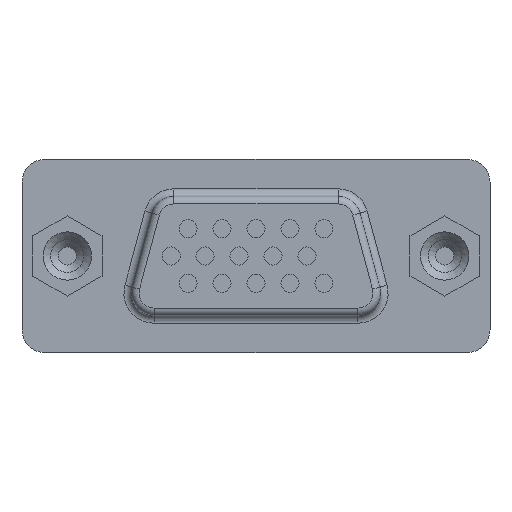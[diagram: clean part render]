
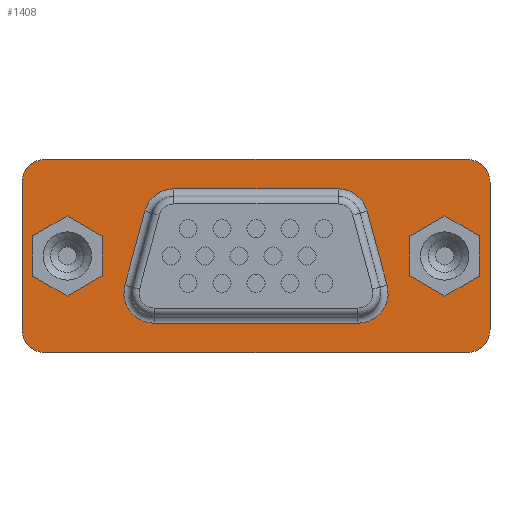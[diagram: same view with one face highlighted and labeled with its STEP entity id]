
A CAD part, front view. The second image highlights one B-rep face of the part: STEP entity #1408.
In plain terms, the highlighted planar face has unit normal (0, -1, 0).
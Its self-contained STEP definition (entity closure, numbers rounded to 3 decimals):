
#886=CARTESIAN_POINT('',(14.,-3.0,-6.4));
#887=VERTEX_POINT('',#886);
#894=CARTESIAN_POINT('',(-14.,-3.0,-6.4));
#895=VERTEX_POINT('',#894);
#896=CARTESIAN_POINT('',(-14.,-3.0,-6.4));
#897=DIRECTION('',(1.0,0.0,0.0));
#898=VECTOR('',#897,28.);
#899=LINE('',#896,#898);
#900=EDGE_CURVE('',#887,#895,#899,.F.);
#919=CARTESIAN_POINT('',(-15.5,-3.0,-4.9));
#920=VERTEX_POINT('',#919);
#921=CARTESIAN_POINT('',(-14.,-3.0,-4.9));
#922=DIRECTION('',(0.0,1.0,0.0));
#923=DIRECTION('',(1.0,0.0,0.0));
#924=AXIS2_PLACEMENT_3D('',#921,#922,#923);
#925=CIRCLE('',#924,1.5);
#926=EDGE_CURVE('',#895,#920,#925,.T.);
#944=CARTESIAN_POINT('',(-15.5,-3.0,4.9));
#945=VERTEX_POINT('',#944);
#946=CARTESIAN_POINT('',(-15.5,-3.0,-4.9));
#947=DIRECTION('',(0.0,0.0,1.0));
#948=VECTOR('',#947,9.8);
#949=LINE('',#946,#948);
#950=EDGE_CURVE('',#920,#945,#949,.T.);
#968=CARTESIAN_POINT('',(-14.,-3.0,6.4));
#969=VERTEX_POINT('',#968);
#970=CARTESIAN_POINT('',(-14.,-3.0,4.9));
#971=DIRECTION('',(0.0,1.0,0.0));
#972=DIRECTION('',(1.0,0.0,0.0));
#973=AXIS2_PLACEMENT_3D('',#970,#971,#972);
#974=CIRCLE('',#973,1.5);
#975=EDGE_CURVE('',#945,#969,#974,.T.);
#991=CARTESIAN_POINT('',(14.,-3.0,6.4));
#992=VERTEX_POINT('',#991);
#1001=CARTESIAN_POINT('',(14.,-3.0,6.4));
#1002=DIRECTION('',(-1.0,0.0,0.0));
#1003=VECTOR('',#1002,28.);
#1004=LINE('',#1001,#1003);
#1005=EDGE_CURVE('',#969,#992,#1004,.F.);
#1017=CARTESIAN_POINT('',(15.5,-3.0,4.9));
#1018=VERTEX_POINT('',#1017);
#1019=CARTESIAN_POINT('',(14.,-3.0,4.9));
#1020=DIRECTION('',(0.0,1.0,0.0));
#1021=DIRECTION('',(1.0,0.0,0.0));
#1022=AXIS2_PLACEMENT_3D('',#1019,#1020,#1021);
#1023=CIRCLE('',#1022,1.5);
#1024=EDGE_CURVE('',#992,#1018,#1023,.T.);
#1042=CARTESIAN_POINT('',(15.5,-3.0,-4.9));
#1043=VERTEX_POINT('',#1042);
#1044=CARTESIAN_POINT('',(15.5,-3.0,4.9));
#1045=DIRECTION('',(0.0,0.0,-1.0));
#1046=VECTOR('',#1045,9.8);
#1047=LINE('',#1044,#1046);
#1048=EDGE_CURVE('',#1018,#1043,#1047,.T.);
#1066=CARTESIAN_POINT('',(14.,-3.0,-4.9));
#1067=DIRECTION('',(0.0,1.0,0.0));
#1068=DIRECTION('',(1.0,0.0,0.0));
#1069=AXIS2_PLACEMENT_3D('',#1066,#1067,#1068);
#1070=CIRCLE('',#1069,1.5);
#1071=EDGE_CURVE('',#1043,#887,#1070,.T.);
#1301=CARTESIAN_POINT('',(0.0,-3.0,0.0));
#1302=DIRECTION('',(0.0,1.0,0.0));
#1303=DIRECTION('',(0.0,0.0,1.0));
#1304=AXIS2_PLACEMENT_3D('',#1301,#1302,#1303);
#1305=PLANE('',#1304);
#1306=ORIENTED_EDGE('',*,*,#1071,.F.);
#1307=ORIENTED_EDGE('',*,*,#1048,.F.);
#1308=ORIENTED_EDGE('',*,*,#1024,.F.);
#1309=ORIENTED_EDGE('',*,*,#1005,.F.);
#1310=ORIENTED_EDGE('',*,*,#975,.F.);
#1311=ORIENTED_EDGE('',*,*,#950,.F.);
#1312=ORIENTED_EDGE('',*,*,#926,.F.);
#1313=ORIENTED_EDGE('',*,*,#900,.F.);
#1314=EDGE_LOOP('',(#1306,#1307,#1308,#1309,#1310,#1311,#1312,#1313));
#1315=FACE_OUTER_BOUND('',#1314,.T.);
#1316=CARTESIAN_POINT('',(-5.437,-3.0,4.45));
#1317=VERTEX_POINT('',#1316);
#1318=CARTESIAN_POINT('',(5.437,-3.0,4.45));
#1319=VERTEX_POINT('',#1318);
#1320=CARTESIAN_POINT('',(5.437,-3.0,4.45));
#1321=DIRECTION('',(-1.0,0.0,0.0));
#1322=VECTOR('',#1321,10.874);
#1323=LINE('',#1320,#1322);
#1324=EDGE_CURVE('',#1317,#1319,#1323,.F.);
#1325=ORIENTED_EDGE('',*,*,#1324,.T.);
#1326=CARTESIAN_POINT('',(7.369,-3.0,2.968));
#1327=VERTEX_POINT('',#1326);
#1328=CARTESIAN_POINT('',(5.437,-3.0,2.45));
#1329=DIRECTION('',(0.0,1.0,0.0));
#1330=DIRECTION('',(1.0,0.0,0.0));
#1331=AXIS2_PLACEMENT_3D('',#1328,#1329,#1330);
#1332=CIRCLE('',#1331,2.0);
#1333=EDGE_CURVE('',#1319,#1327,#1332,.T.);
#1334=ORIENTED_EDGE('',*,*,#1333,.T.);
#1335=CARTESIAN_POINT('',(8.682,-3.0,-1.932));
#1336=VERTEX_POINT('',#1335);
#1337=CARTESIAN_POINT('',(8.682,-3.0,-1.932));
#1338=DIRECTION('',(-0.259,0.0,0.966));
#1339=VECTOR('',#1338,5.073);
#1340=LINE('',#1337,#1339);
#1341=EDGE_CURVE('',#1327,#1336,#1340,.F.);
#1342=ORIENTED_EDGE('',*,*,#1341,.T.);
#1343=CARTESIAN_POINT('',(6.75,-3.0,-4.45));
#1344=VERTEX_POINT('',#1343);
#1345=CARTESIAN_POINT('',(6.75,-3.0,-2.45));
#1346=DIRECTION('',(0.0,1.0,0.0));
#1347=DIRECTION('',(1.0,0.0,0.0));
#1348=AXIS2_PLACEMENT_3D('',#1345,#1346,#1347);
#1349=CIRCLE('',#1348,2.0);
#1350=EDGE_CURVE('',#1336,#1344,#1349,.T.);
#1351=ORIENTED_EDGE('',*,*,#1350,.T.);
#1352=CARTESIAN_POINT('',(-6.75,-3.0,-4.45));
#1353=VERTEX_POINT('',#1352);
#1354=CARTESIAN_POINT('',(-6.75,-3.0,-4.45));
#1355=DIRECTION('',(1.0,0.0,0.0));
#1356=VECTOR('',#1355,13.5);
#1357=LINE('',#1354,#1356);
#1358=EDGE_CURVE('',#1344,#1353,#1357,.F.);
#1359=ORIENTED_EDGE('',*,*,#1358,.T.);
#1360=CARTESIAN_POINT('',(-8.682,-3.0,-1.932));
#1361=VERTEX_POINT('',#1360);
#1362=CARTESIAN_POINT('',(-6.75,-3.0,-2.45));
#1363=DIRECTION('',(0.0,1.0,0.0));
#1364=DIRECTION('',(1.0,0.0,0.0));
#1365=AXIS2_PLACEMENT_3D('',#1362,#1363,#1364);
#1366=CIRCLE('',#1365,2.0);
#1367=EDGE_CURVE('',#1353,#1361,#1366,.T.);
#1368=ORIENTED_EDGE('',*,*,#1367,.T.);
#1369=CARTESIAN_POINT('',(-7.369,-3.0,2.968));
#1370=VERTEX_POINT('',#1369);
#1371=CARTESIAN_POINT('',(-7.369,-3.0,2.968));
#1372=DIRECTION('',(-0.259,0.0,-0.966));
#1373=VECTOR('',#1372,5.073);
#1374=LINE('',#1371,#1373);
#1375=EDGE_CURVE('',#1361,#1370,#1374,.F.);
#1376=ORIENTED_EDGE('',*,*,#1375,.T.);
#1377=CARTESIAN_POINT('',(-5.437,-3.0,2.45));
#1378=DIRECTION('',(0.0,1.0,0.0));
#1379=DIRECTION('',(1.0,0.0,0.0));
#1380=AXIS2_PLACEMENT_3D('',#1377,#1378,#1379);
#1381=CIRCLE('',#1380,2.0);
#1382=EDGE_CURVE('',#1370,#1317,#1381,.T.);
#1383=ORIENTED_EDGE('',*,*,#1382,.T.);
#1384=EDGE_LOOP('',(#1325,#1334,#1342,#1351,#1359,#1368,#1376,#1383));
#1385=FACE_BOUND('',#1384,.T.);
#1386=CARTESIAN_POINT('',(-13.65,-3.0,0.0));
#1387=VERTEX_POINT('',#1386);
#1388=CARTESIAN_POINT('',(-12.5,-3.0,0.0));
#1389=DIRECTION('',(0.0,1.0,0.0));
#1390=DIRECTION('',(1.0,0.0,0.0));
#1391=AXIS2_PLACEMENT_3D('',#1388,#1389,#1390);
#1392=CIRCLE('',#1391,1.15);
#1393=EDGE_CURVE('',#1387,#1387,#1392,.T.);
#1394=ORIENTED_EDGE('',*,*,#1393,.T.);
#1395=EDGE_LOOP('',(#1394));
#1396=FACE_BOUND('',#1395,.T.);
#1397=CARTESIAN_POINT('',(13.65,-3.0,0.));
#1398=VERTEX_POINT('',#1397);
#1399=CARTESIAN_POINT('',(12.5,-3.0,0.0));
#1400=DIRECTION('',(0.0,1.0,0.0));
#1401=DIRECTION('',(1.0,0.0,0.0));
#1402=AXIS2_PLACEMENT_3D('',#1399,#1400,#1401);
#1403=CIRCLE('',#1402,1.15);
#1404=EDGE_CURVE('',#1398,#1398,#1403,.T.);
#1405=ORIENTED_EDGE('',*,*,#1404,.T.);
#1406=EDGE_LOOP('',(#1405));
#1407=FACE_BOUND('',#1406,.T.);
#1408=ADVANCED_FACE('',(#1315,#1385,#1396,#1407),#1305,.F.);
